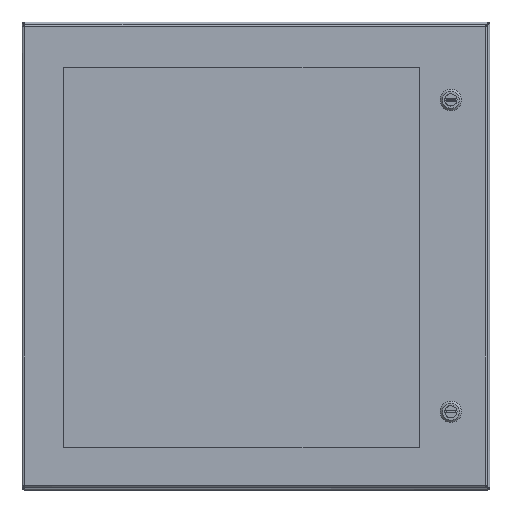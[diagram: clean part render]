
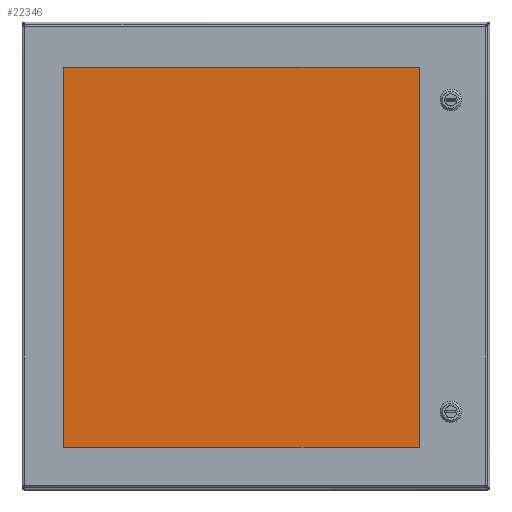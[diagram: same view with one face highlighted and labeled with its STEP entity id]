
A CAD part, top view. The second image highlights one B-rep face of the part: STEP entity #22346.
In plain terms, the highlighted planar face has unit normal (0, 0, 1).
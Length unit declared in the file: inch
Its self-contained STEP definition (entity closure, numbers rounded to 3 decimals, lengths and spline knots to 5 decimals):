
#22204=CARTESIAN_POINT('',(0.0,0.0,0.25));
#22205=VERTEX_POINT('',#22204);
#22206=CARTESIAN_POINT('',(0.,20.5,0.25));
#22207=VERTEX_POINT('',#22206);
#22208=CARTESIAN_POINT('',(0.,0.0,0.25));
#22209=DIRECTION('',(0.0,1.0,0.0));
#22210=VECTOR('',#22209,20.5);
#22211=LINE('',#22208,#22210);
#22212=EDGE_CURVE('',#22205,#22207,#22211,.T.);
#22244=CARTESIAN_POINT('',(19.25,20.5,0.25));
#22245=VERTEX_POINT('',#22244);
#22246=CARTESIAN_POINT('',(0.,20.5,0.25));
#22247=DIRECTION('',(1.0,0.0,0.0));
#22248=VECTOR('',#22247,19.25);
#22249=LINE('',#22246,#22248);
#22250=EDGE_CURVE('',#22207,#22245,#22249,.T.);
#22275=CARTESIAN_POINT('',(19.25,0.,0.25));
#22276=VERTEX_POINT('',#22275);
#22277=CARTESIAN_POINT('',(19.25,20.5,0.25));
#22278=DIRECTION('',(0.0,-1.0,0.0));
#22279=VECTOR('',#22278,20.5);
#22280=LINE('',#22277,#22279);
#22281=EDGE_CURVE('',#22245,#22276,#22280,.T.);
#22306=CARTESIAN_POINT('',(19.25,0.,0.25));
#22307=DIRECTION('',(-1.0,0.0,0.0));
#22308=VECTOR('',#22307,19.25);
#22309=LINE('',#22306,#22308);
#22310=EDGE_CURVE('',#22276,#22205,#22309,.T.);
#22335=CARTESIAN_POINT('',(9.625,10.25,0.25));
#22336=DIRECTION('',(0.0,0.0,1.0));
#22337=DIRECTION('',(1.0,0.0,0.0));
#22338=AXIS2_PLACEMENT_3D('',#22335,#22336,#22337);
#22339=PLANE('',#22338);
#22340=ORIENTED_EDGE('',*,*,#22212,.F.);
#22341=ORIENTED_EDGE('',*,*,#22310,.F.);
#22342=ORIENTED_EDGE('',*,*,#22281,.F.);
#22343=ORIENTED_EDGE('',*,*,#22250,.F.);
#22344=EDGE_LOOP('',(#22340,#22341,#22342,#22343));
#22345=FACE_OUTER_BOUND('',#22344,.T.);
#22346=ADVANCED_FACE('',(#22345),#22339,.T.);
